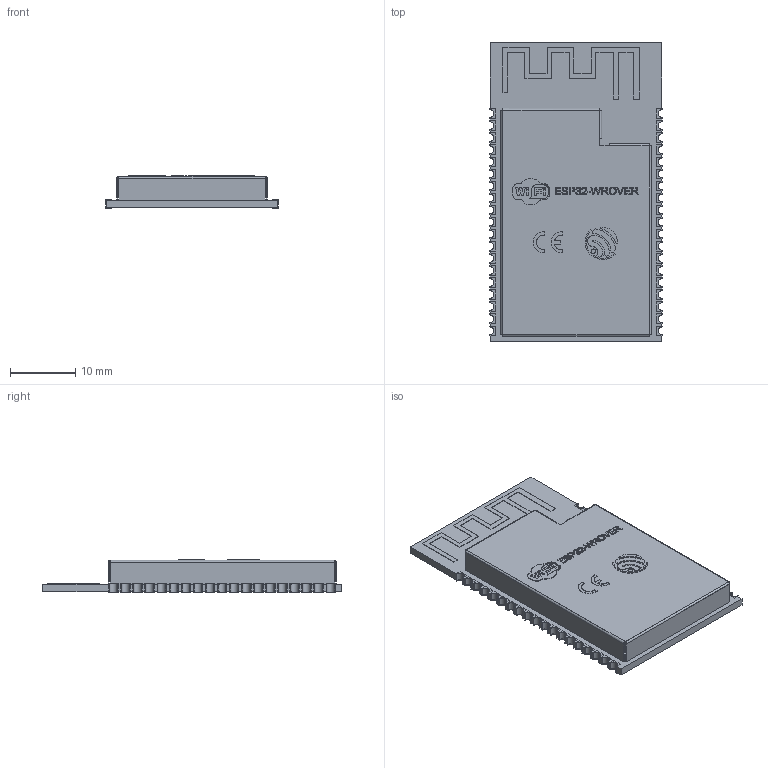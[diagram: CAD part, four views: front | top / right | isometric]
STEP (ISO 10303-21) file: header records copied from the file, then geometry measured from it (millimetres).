
FILE_DESCRIPTION(('FreeCAD Model'),'2;1');
FILE_NAME('Open CASCADE Shape Model','2025-05-02T10:47:15',('FreeCAD'),( 'FreeCAD'),'Open CASCADE STEP processor 7.6','FreeCAD','Unknown');
FILE_SCHEMA(('AUTOMOTIVE_DESIGN { 1 0 10303 214 1 1 1 1 }'));
Length unit declared in the file: millimetre
Products named in the file (1): Open CASCADE STEP translator 7.6 1
Bounding box: 26.33 x 45.67 x 4.95 mm (x, y, z)
Volume: 1563.4 mm3; surface area: 5299.1 mm2
Topology: 64 solids, 64 shells, 877 faces, 2281 edges, 1512 vertices
Faces by surface type: bspline 877
Entity records: 25313 total; most frequent: CARTESIAN_POINT 11505, ORIENTED_EDGE 4522, EDGE_CURVE 2261, B_SPLINE_CURVE_WITH_KNOTS 1961, VERTEX_POINT 1512, FACE_BOUND 893, EDGE_LOOP 893, ADVANCED_FACE 877
